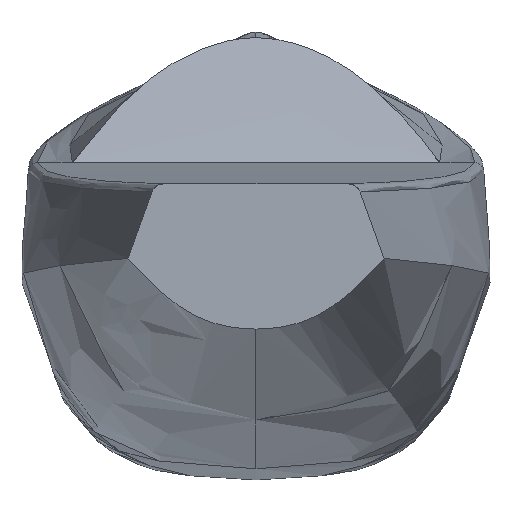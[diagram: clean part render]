
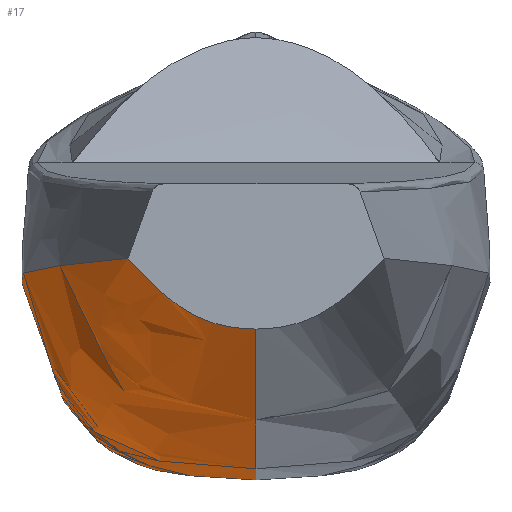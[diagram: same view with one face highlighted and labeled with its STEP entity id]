
A CAD part, left-side view. The second image highlights one B-rep face of the part: STEP entity #17.
In plain terms, the highlighted free-form (B-spline) face has degree [3, 3] with [7, 4] control points.
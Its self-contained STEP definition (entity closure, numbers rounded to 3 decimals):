
#17=ADVANCED_FACE('',(#34),#201,.T.);
#34=FACE_OUTER_BOUND('',#51,.T.);
#51=EDGE_LOOP('',(#82,#83,#84,#85));
#82=ORIENTED_EDGE('',*,*,#147,.F.);
#83=ORIENTED_EDGE('',*,*,#144,.T.);
#84=ORIENTED_EDGE('',*,*,#148,.T.);
#85=ORIENTED_EDGE('',*,*,#140,.T.);
#140=EDGE_CURVE('',#177,#178,#216,.T.);
#144=EDGE_CURVE('',#182,#179,#220,.T.);
#147=EDGE_CURVE('',#182,#178,#223,.T.);
#148=EDGE_CURVE('',#179,#177,#224,.T.);
#177=VERTEX_POINT('',#2732);
#178=VERTEX_POINT('',#2733);
#179=VERTEX_POINT('',#2734);
#182=VERTEX_POINT('',#2737);
#201=B_SPLINE_SURFACE_WITH_KNOTS('',3,3,((#1103,#1104,#1105,#1106),(#1107,
#1108,#1109,#1110),(#1111,#1112,#1113,#1114),(#1115,#1116,#1117,#1118),(#1119,
#1120,#1121,#1122),(#1123,#1124,#1125,#1126),(#1127,#1128,#1129,#1130)),
.UNSPECIFIED.,.F.,.F.,.F.,(4,1,1,1,4),(4,4),(0.,255.479,506.518,
758.317,1005.334),(-0.852,0.),.UNSPECIFIED.);
#216=B_SPLINE_CURVE_WITH_KNOTS('',3,(#347,#348,#349,#350),.UNSPECIFIED.,
.F.,.F.,(4,4),(0.,0.852),.UNSPECIFIED.);
#220=B_SPLINE_CURVE_WITH_KNOTS('',3,(#363,#364,#365,#366),.UNSPECIFIED.,
.F.,.F.,(4,4),(-0.852,0.),.UNSPECIFIED.);
#223=B_SPLINE_CURVE_WITH_KNOTS('',3,(#373,#374,#375,#376,#377,#378,#379,
#380,#381,#382,#383,#384,#385,#386,#387,#388,#389,#390,#391,#392,#393,#394,
#395,#396,#397,#398,#399,#400,#401),.UNSPECIFIED.,.F.,.F.,(4,2,2,2,1,1,1,
2,2,2,1,1,1,2,1,1,1,2,4),(-1002.191,-940.067,-877.943,
-815.819,-784.757,-753.695,-722.633,-690.738,
-627.782,-564.825,-533.347,-501.869,
-470.39,-376.924,-314.451,-251.979,
-189.506,-125.989,0.),.UNSPECIFIED.);
#224=B_SPLINE_CURVE_WITH_KNOTS('',3,(#402,#403,#404,#405,#406,#407,#408),
.UNSPECIFIED.,.F.,.F.,(4,1,1,1,4),(-1005.334,-758.317,-506.518,
-255.479,0.),.UNSPECIFIED.);
#347=CARTESIAN_POINT('',(0.,0.,0.));
#348=CARTESIAN_POINT('',(0.,15.892,0.));
#349=CARTESIAN_POINT('',(0.,27.612,5.439));
#350=CARTESIAN_POINT('',(0.,44.067,24.342));
#363=CARTESIAN_POINT('',(990.,3.031,7.468));
#364=CARTESIAN_POINT('',(990.,2.349,4.944));
#365=CARTESIAN_POINT('',(990.,1.368,4.685));
#366=CARTESIAN_POINT('',(990.,0.,4.685));
#373=CARTESIAN_POINT('',(990.,3.031,7.468));
#374=CARTESIAN_POINT('',(970.312,8.981,7.804));
#375=CARTESIAN_POINT('',(950.596,14.606,8.14));
#376=CARTESIAN_POINT('',(910.888,25.227,8.817));
#377=CARTESIAN_POINT('',(891.016,30.191,9.155));
#378=CARTESIAN_POINT('',(850.971,39.452,9.838));
#379=CARTESIAN_POINT('',(830.847,43.734,10.181));
#380=CARTESIAN_POINT('',(800.611,49.59,10.696));
#381=CARTESIAN_POINT('',(780.369,53.315,11.041));
#382=CARTESIAN_POINT('',(750.102,58.305,11.557));
#383=CARTESIAN_POINT('',(718.947,62.829,12.088));
#384=CARTESIAN_POINT('',(698.193,65.453,12.442));
#385=CARTESIAN_POINT('',(666.784,69.152,12.977));
#386=CARTESIAN_POINT('',(645.844,71.255,13.334));
#387=CARTESIAN_POINT('',(604.081,74.831,14.046));
#388=CARTESIAN_POINT('',(583.135,76.316,14.403));
#389=CARTESIAN_POINT('',(551.653,78.152,14.94));
#390=CARTESIAN_POINT('',(530.681,79.243,15.297));
#391=CARTESIAN_POINT('',(499.248,80.522,15.833));
#392=CARTESIAN_POINT('',(447.154,82.103,16.721));
#393=CARTESIAN_POINT('',(405.566,82.459,17.429));
#394=CARTESIAN_POINT('',(353.54,81.886,18.316));
#395=CARTESIAN_POINT('',(311.998,80.884,19.024));
#396=CARTESIAN_POINT('',(249.6,77.559,20.088));
#397=CARTESIAN_POINT('',(186.993,72.191,21.155));
#398=CARTESIAN_POINT('',(145.263,67.278,21.866));
#399=CARTESIAN_POINT('',(82.613,58.912,22.934));
#400=CARTESIAN_POINT('',(41.283,52.096,23.638));
#401=CARTESIAN_POINT('',(0.,44.067,24.342));
#402=CARTESIAN_POINT('',(990.,0.,4.685));
#403=CARTESIAN_POINT('',(910.785,0.,-16.044));
#404=CARTESIAN_POINT('',(749.57,0.,-47.773));
#405=CARTESIAN_POINT('',(500.382,0.,-53.443));
#406=CARTESIAN_POINT('',(247.606,0.,-50.464));
#407=CARTESIAN_POINT('',(82.483,0.,-20.345));
#408=CARTESIAN_POINT('',(0.,0.,0.));
#1103=CARTESIAN_POINT('',(0.,44.067,24.342));
#1104=CARTESIAN_POINT('',(0.,27.612,5.439));
#1105=CARTESIAN_POINT('',(0.,15.892,0.));
#1106=CARTESIAN_POINT('',(0.,0.,0.));
#1107=CARTESIAN_POINT('',(82.359,60.088,22.938));
#1108=CARTESIAN_POINT('',(81.887,47.678,-13.349));
#1109=CARTESIAN_POINT('',(81.913,34.474,-20.345));
#1110=CARTESIAN_POINT('',(82.483,0.,-20.345));
#1111=CARTESIAN_POINT('',(247.343,82.48,20.126));
#1112=CARTESIAN_POINT('',(246.237,75.826,-41.16));
#1113=CARTESIAN_POINT('',(246.285,59.215,-50.464));
#1114=CARTESIAN_POINT('',(247.606,0.,-50.464));
#1115=CARTESIAN_POINT('',(499.249,83.915,15.833));
#1116=CARTESIAN_POINT('',(500.196,59.406,-39.953));
#1117=CARTESIAN_POINT('',(500.736,49.482,-53.443));
#1118=CARTESIAN_POINT('',(500.382,0.,-53.443));
#1119=CARTESIAN_POINT('',(749.834,64.716,11.562));
#1120=CARTESIAN_POINT('',(749.598,54.418,-38.58));
#1121=CARTESIAN_POINT('',(749.47,23.826,-47.773));
#1122=CARTESIAN_POINT('',(749.57,0.,-47.773));
#1123=CARTESIAN_POINT('',(910.907,26.935,8.816));
#1124=CARTESIAN_POINT('',(910.841,22.32,-12.243));
#1125=CARTESIAN_POINT('',(910.785,9.138,-16.044));
#1126=CARTESIAN_POINT('',(910.785,0.,-16.044));
#1127=CARTESIAN_POINT('',(990.,3.031,7.468));
#1128=CARTESIAN_POINT('',(990.,2.349,4.944));
#1129=CARTESIAN_POINT('',(990.,1.368,4.685));
#1130=CARTESIAN_POINT('',(990.,0.,4.685));
#2732=CARTESIAN_POINT('',(0.,0.,0.));
#2733=CARTESIAN_POINT('',(0.,44.067,24.342));
#2734=CARTESIAN_POINT('',(990.,0.,4.685));
#2737=CARTESIAN_POINT('',(990.,3.031,7.468));
